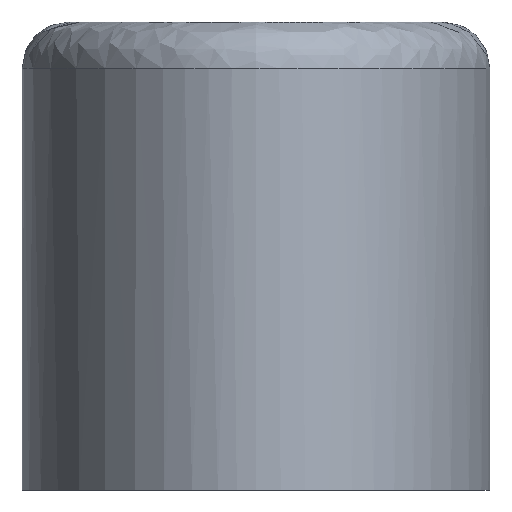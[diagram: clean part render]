
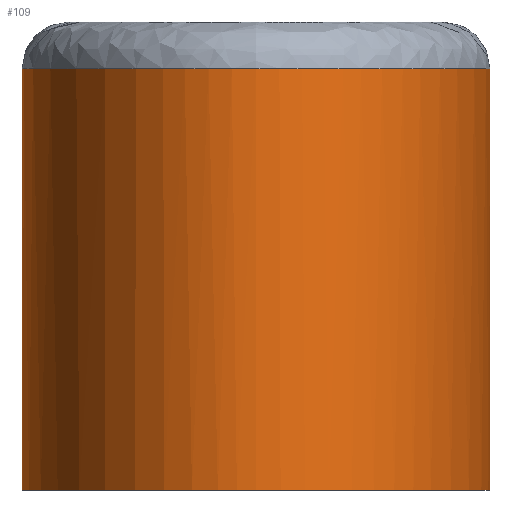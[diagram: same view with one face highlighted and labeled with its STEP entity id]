
A CAD part, left-side view. The second image highlights one B-rep face of the part: STEP entity #109.
In plain terms, the highlighted free-form (B-spline) face has degree [1, 2] with [2, 9] control points.
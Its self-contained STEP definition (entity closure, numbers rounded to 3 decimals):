
#17=ELLIPSE('',#118,7.5,5.);
#19=LINE('',#465,#21);
#21=VECTOR('',#133,7.5);
#23=(
BOUNDED_SURFACE()
B_SPLINE_SURFACE(1,2,((#446,#447,#448,#449,#450,#451,#452,#453,#454),(#455,
#456,#457,#458,#459,#460,#461,#462,#463)),.UNSPECIFIED.,.F.,.T.,.F.)
B_SPLINE_SURFACE_WITH_KNOTS((2,2),(3,2,2,2,3),(0.,1.2),(-3.142,
-1.571,0.,1.571,3.142),.UNSPECIFIED.)
GEOMETRIC_REPRESENTATION_ITEM()
RATIONAL_B_SPLINE_SURFACE(((1.,0.707,1.,0.707,1.,
0.707,1.,0.707,1.),(1.,0.707,1.,0.707,
1.,0.707,1.,0.707,1.)))
REPRESENTATION_ITEM('')
SURFACE()
);
#32=FACE_OUTER_BOUND('',#39,.T.);
#39=EDGE_LOOP('',(#96,#97,#98,#99));
#49=B_SPLINE_CURVE_WITH_KNOTS('',3,(#426,#427,#428,#429,#430,#431,#432,
#433,#434,#435,#436,#437,#438,#439,#440,#441,#442,#443,#444,#445),
 .UNSPECIFIED.,.T.,.F.,(4,1,1,1,1,1,1,1,1,1,1,1,1,1,1,1,1,4),(-3.142,
-2.917,-2.693,-2.244,-1.346,
-1.047,-0.748,-0.449,-0.15,
0.,0.15,0.449,0.898,
1.346,2.244,2.693,2.917,3.142),
 .UNSPECIFIED.);
#58=VERTEX_POINT('',#424);
#59=VERTEX_POINT('',#464);
#71=EDGE_CURVE('',#58,#58,#49,.T.);
#72=EDGE_CURVE('',#58,#59,#19,.T.);
#73=EDGE_CURVE('',#59,#59,#17,.T.);
#96=ORIENTED_EDGE('',*,*,#71,.F.);
#97=ORIENTED_EDGE('',*,*,#72,.T.);
#98=ORIENTED_EDGE('',*,*,#73,.T.);
#99=ORIENTED_EDGE('',*,*,#72,.F.);
#109=ADVANCED_FACE('',(#32),#23,.F.);
#118=AXIS2_PLACEMENT_3D('',#466,#134,#135);
#133=DIRECTION('',(0.,0.,-1.));
#134=DIRECTION('center_axis',(0.,0.,1.));
#135=DIRECTION('ref_axis',(1.,0.,0.));
#424=CARTESIAN_POINT('',(-7.5,0.,12.));
#426=CARTESIAN_POINT('Ctrl Pts',(-7.5,0.,12.));
#427=CARTESIAN_POINT('Ctrl Pts',(-7.5,-0.568,12.));
#428=CARTESIAN_POINT('Ctrl Pts',(-7.187,-1.676,12.));
#429=CARTESIAN_POINT('Ctrl Pts',(-5.91,-3.263,12.));
#430=CARTESIAN_POINT('Ctrl Pts',(-3.088,-4.857,12.));
#431=CARTESIAN_POINT('Ctrl Pts',(0.16,-5.188,12.));
#432=CARTESIAN_POINT('Ctrl Pts',(3.036,-4.63,12.));
#433=CARTESIAN_POINT('Ctrl Pts',(4.71,-3.967,12.));
#434=CARTESIAN_POINT('Ctrl Pts',(6.252,-2.916,12.));
#435=CARTESIAN_POINT('Ctrl Pts',(7.29,-1.513,12.));
#436=CARTESIAN_POINT('Ctrl Pts',(7.571,-0.001,
12.));
#437=CARTESIAN_POINT('Ctrl Pts',(7.292,1.515,12.));
#438=CARTESIAN_POINT('Ctrl Pts',(6.039,3.189,12.));
#439=CARTESIAN_POINT('Ctrl Pts',(3.897,4.411,12.));
#440=CARTESIAN_POINT('Ctrl Pts',(0.455,5.221,12.));
#441=CARTESIAN_POINT('Ctrl Pts',(-3.088,4.856,12.));
#442=CARTESIAN_POINT('Ctrl Pts',(-5.911,3.263,12.));
#443=CARTESIAN_POINT('Ctrl Pts',(-7.187,1.676,12.));
#444=CARTESIAN_POINT('Ctrl Pts',(-7.5,0.568,12.));
#445=CARTESIAN_POINT('Ctrl Pts',(-7.5,0.,12.));
#446=CARTESIAN_POINT('Ctrl Pts',(-7.5,0.,3.));
#447=CARTESIAN_POINT('Ctrl Pts',(-7.5,-5.,3.));
#448=CARTESIAN_POINT('Ctrl Pts',(0.,-5.,3.));
#449=CARTESIAN_POINT('Ctrl Pts',(7.5,-5.,3.));
#450=CARTESIAN_POINT('Ctrl Pts',(7.5,0.,3.));
#451=CARTESIAN_POINT('Ctrl Pts',(7.5,5.,3.));
#452=CARTESIAN_POINT('Ctrl Pts',(0.,5.,3.));
#453=CARTESIAN_POINT('Ctrl Pts',(-7.5,5.,3.));
#454=CARTESIAN_POINT('Ctrl Pts',(-7.5,0.,3.));
#455=CARTESIAN_POINT('Ctrl Pts',(-7.5,0.,12.));
#456=CARTESIAN_POINT('Ctrl Pts',(-7.5,-5.,12.));
#457=CARTESIAN_POINT('Ctrl Pts',(0.,-5.,12.));
#458=CARTESIAN_POINT('Ctrl Pts',(7.5,-5.,12.));
#459=CARTESIAN_POINT('Ctrl Pts',(7.5,0.,12.));
#460=CARTESIAN_POINT('Ctrl Pts',(7.5,5.,12.));
#461=CARTESIAN_POINT('Ctrl Pts',(0.,5.,12.));
#462=CARTESIAN_POINT('Ctrl Pts',(-7.5,5.,12.));
#463=CARTESIAN_POINT('Ctrl Pts',(-7.5,0.,12.));
#464=CARTESIAN_POINT('',(-7.5,0.,3.));
#465=CARTESIAN_POINT('',(-7.5,0.,3.));
#466=CARTESIAN_POINT('Origin',(0.,0.,3.));
